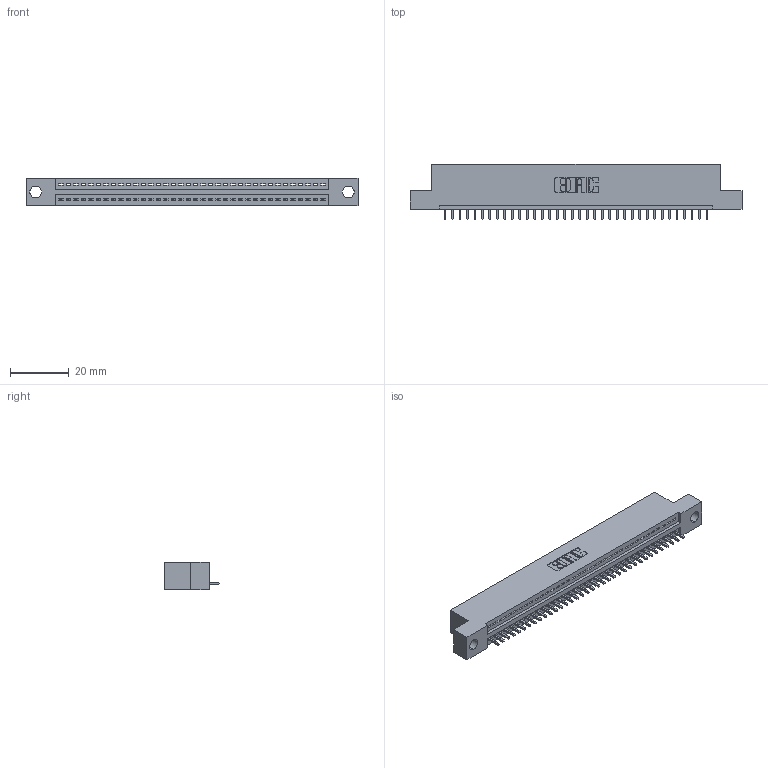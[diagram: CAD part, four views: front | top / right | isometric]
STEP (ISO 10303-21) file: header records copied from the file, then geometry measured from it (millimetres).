
FILE_DESCRIPTION (( 'STEP AP203' ), '1' );
FILE_NAME ('345-036-521-104.STEP', '2021-05-26T14:49:21', ( '' ), ( '' ), 'SwSTEP 2.0', 'SolidWorks 2020', '' );
FILE_SCHEMA (( 'CONFIG_CONTROL_DESIGN' ));
Length unit declared in the file: inch
Products named in the file (3): 345-036-521-104; 345 Part_Flush Mounting Lugs - 0.156 Dia-TI; 345-292-001_345-293-121
Assembly tree (37 placements, depth 2):
  345-036-521-104
    345 Part_Flush Mounting Lugs - 0.156 Dia-TI
    345-292-001_345-293-121  x36
Bounding box: 112.65 x 18.72 x 9.4 mm (x, y, z)
Volume: 10442 mm3; surface area: 13236.8 mm2
Topology: 37 solids, 37 shells, 2228 faces, 6713 edges, 4426 vertices
Faces by surface type: plane 1534, cylinder 694
Entity records: 28339 total; most frequent: CARTESIAN_POINT 4918, ORIENTED_EDGE 4886, DIRECTION 4303, EDGE_CURVE 2443, VECTOR 2167, LINE 2167, VERTEX_POINT 1626, AXIS2_PLACEMENT_3D 1068
